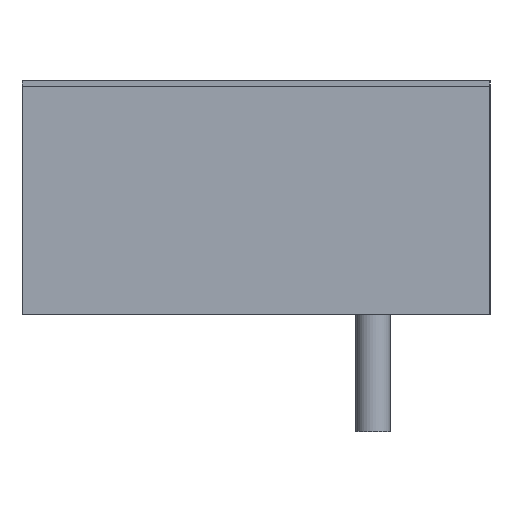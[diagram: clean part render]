
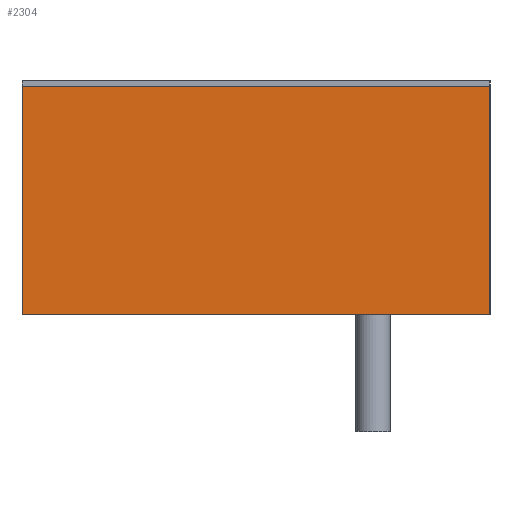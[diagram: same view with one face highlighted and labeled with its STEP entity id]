
A CAD part, left-side view. The second image highlights one B-rep face of the part: STEP entity #2304.
In plain terms, the highlighted planar face has unit normal (-1, 0, 0).
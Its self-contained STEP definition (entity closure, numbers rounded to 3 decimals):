
#75=FACE_OUTER_BOUND('',#198,.T.);
#198=EDGE_LOOP('',(#1535,#1536,#1537,#1538));
#355=LINE('',#3173,#672);
#356=LINE('',#3176,#673);
#357=LINE('',#3178,#674);
#358=LINE('',#3179,#675);
#672=VECTOR('',#2586,10.);
#673=VECTOR('',#2589,10.);
#674=VECTOR('',#2590,10.);
#675=VECTOR('',#2591,10.);
#987=VERTEX_POINT('',#3167);
#989=VERTEX_POINT('',#3171);
#990=VERTEX_POINT('',#3175);
#991=VERTEX_POINT('',#3177);
#1207=EDGE_CURVE('',#987,#989,#355,.T.);
#1208=EDGE_CURVE('',#987,#990,#356,.T.);
#1209=EDGE_CURVE('',#991,#989,#357,.T.);
#1210=EDGE_CURVE('',#990,#991,#358,.T.);
#1535=ORIENTED_EDGE('',*,*,#1208,.F.);
#1536=ORIENTED_EDGE('',*,*,#1207,.T.);
#1537=ORIENTED_EDGE('',*,*,#1209,.F.);
#1538=ORIENTED_EDGE('',*,*,#1210,.F.);
#2186=PLANE('',#2447);
#2304=ADVANCED_FACE('',(#75),#2186,.T.);
#2447=AXIS2_PLACEMENT_3D('',#3174,#2587,#2588);
#2586=DIRECTION('',(0.,0.,-1.));
#2587=DIRECTION('center_axis',(-1.,0.,0.));
#2588=DIRECTION('ref_axis',(0.,1.,0.));
#2589=DIRECTION('',(0.,-1.,0.));
#2590=DIRECTION('',(0.,1.,0.));
#2591=DIRECTION('',(0.,0.,-1.));
#3167=CARTESIAN_POINT('',(0.,8.,3.9));
#3171=CARTESIAN_POINT('',(0.,8.,0.));
#3173=CARTESIAN_POINT('',(0.,8.,3.9));
#3174=CARTESIAN_POINT('Origin',(0.,0.,3.9));
#3175=CARTESIAN_POINT('',(0.,0.,3.9));
#3176=CARTESIAN_POINT('',(0.,8.,3.9));
#3177=CARTESIAN_POINT('',(0.,0.,0.));
#3178=CARTESIAN_POINT('',(0.,8.,0.));
#3179=CARTESIAN_POINT('',(0.,0.,3.9));
